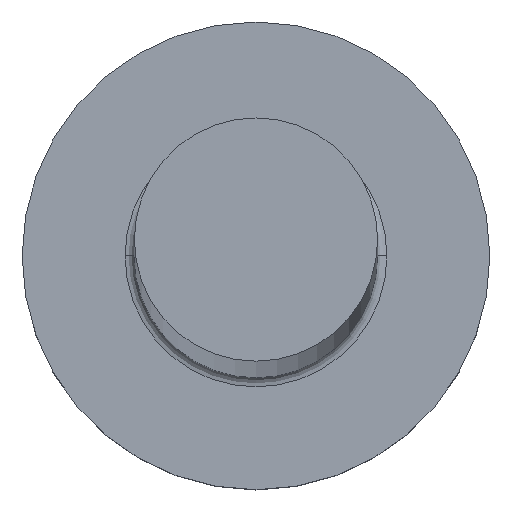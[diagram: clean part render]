
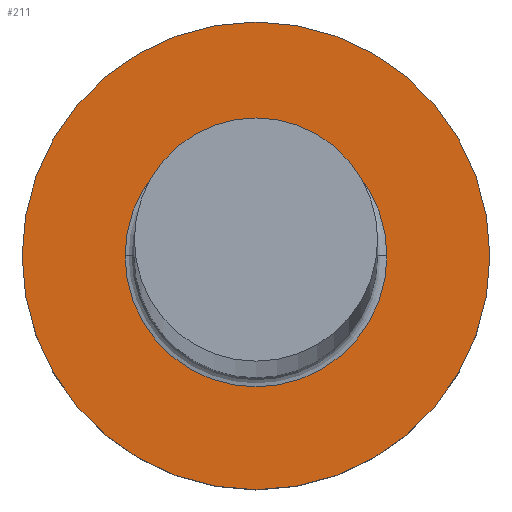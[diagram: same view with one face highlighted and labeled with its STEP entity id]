
A CAD part, top view. The second image highlights one B-rep face of the part: STEP entity #211.
In plain terms, the highlighted planar face has unit normal (0, 0, 1).
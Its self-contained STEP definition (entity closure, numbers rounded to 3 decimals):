
#16 = DIRECTION ( 'NONE',  ( 1., 0., 0. ) ) ;
#17 = CARTESIAN_POINT ( 'NONE',  ( -5., 0., 3. ) ) ;
#19 = CIRCLE ( 'NONE', #99, 5. ) ;
#27 = AXIS2_PLACEMENT_3D ( 'NONE', #248, #227, #157 ) ;
#29 = ORIENTED_EDGE ( 'NONE', *, *, #121, .T. ) ;
#32 = EDGE_LOOP ( 'NONE', ( #37, #169 ) ) ;
#37 = ORIENTED_EDGE ( 'NONE', *, *, #206, .T. ) ;
#43 = AXIS2_PLACEMENT_3D ( 'NONE', #158, #199, #16 ) ;
#48 = EDGE_CURVE ( 'NONE', #77, #185, #93, .T. ) ;
#60 = PLANE ( 'NONE',  #233 ) ;
#77 = VERTEX_POINT ( 'NONE', #238 ) ;
#84 = AXIS2_PLACEMENT_3D ( 'NONE', #154, #103, #132 ) ;
#93 = CIRCLE ( 'NONE', #84, 2.8 ) ;
#99 = AXIS2_PLACEMENT_3D ( 'NONE', #241, #109, #126 ) ;
#103 = DIRECTION ( 'NONE',  ( 0., 0., -1. ) ) ;
#104 = FACE_OUTER_BOUND ( 'NONE', #208, .T. ) ;
#109 = DIRECTION ( 'NONE',  ( 0., 0., 1. ) ) ;
#121 = EDGE_CURVE ( 'NONE', #122, #171, #200, .T. ) ;
#122 = VERTEX_POINT ( 'NONE', #17 ) ;
#126 = DIRECTION ( 'NONE',  ( 1., 0., 0. ) ) ;
#131 = CARTESIAN_POINT ( 'NONE',  ( 5., 0., 3. ) ) ;
#132 = DIRECTION ( 'NONE',  ( 1., 0., 0. ) ) ;
#135 = CARTESIAN_POINT ( 'NONE',  ( 2.8, 0., 3. ) ) ;
#153 = FACE_BOUND ( 'NONE', #32, .T. ) ;
#154 = CARTESIAN_POINT ( 'NONE',  ( 0., 0., 3. ) ) ;
#155 = DIRECTION ( 'NONE',  ( 0., 0., 1. ) ) ;
#157 = DIRECTION ( 'NONE',  ( 1., 0., 0. ) ) ;
#158 = CARTESIAN_POINT ( 'NONE',  ( 0., 0., 3. ) ) ;
#169 = ORIENTED_EDGE ( 'NONE', *, *, #48, .T. ) ;
#171 = VERTEX_POINT ( 'NONE', #131 ) ;
#175 = CARTESIAN_POINT ( 'NONE',  ( 0., 0., 3. ) ) ;
#185 = VERTEX_POINT ( 'NONE', #135 ) ;
#191 = DIRECTION ( 'NONE',  ( 1., 0., 0. ) ) ;
#199 = DIRECTION ( 'NONE',  ( 0., 0., -1. ) ) ;
#200 = CIRCLE ( 'NONE', #27, 5. ) ;
#206 = EDGE_CURVE ( 'NONE', #185, #77, #224, .T. ) ;
#208 = EDGE_LOOP ( 'NONE', ( #29, #282 ) ) ;
#211 = ADVANCED_FACE ( 'NONE', ( #153, #104 ), #60, .T. ) ;
#224 = CIRCLE ( 'NONE', #43, 2.8 ) ;
#227 = DIRECTION ( 'NONE',  ( 0., 0., 1. ) ) ;
#233 = AXIS2_PLACEMENT_3D ( 'NONE', #175, #155, #191 ) ;
#238 = CARTESIAN_POINT ( 'NONE',  ( -2.8, 0., 3. ) ) ;
#241 = CARTESIAN_POINT ( 'NONE',  ( 0., 0., 3. ) ) ;
#248 = CARTESIAN_POINT ( 'NONE',  ( 0., 0., 3. ) ) ;
#282 = ORIENTED_EDGE ( 'NONE', *, *, #283, .T. ) ;
#283 = EDGE_CURVE ( 'NONE', #171, #122, #19, .T. ) ;
